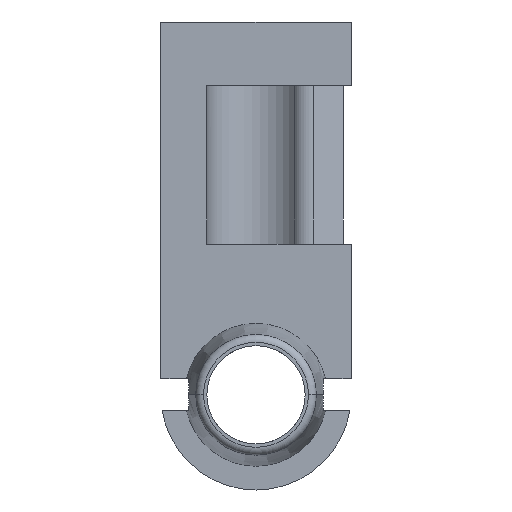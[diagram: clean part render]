
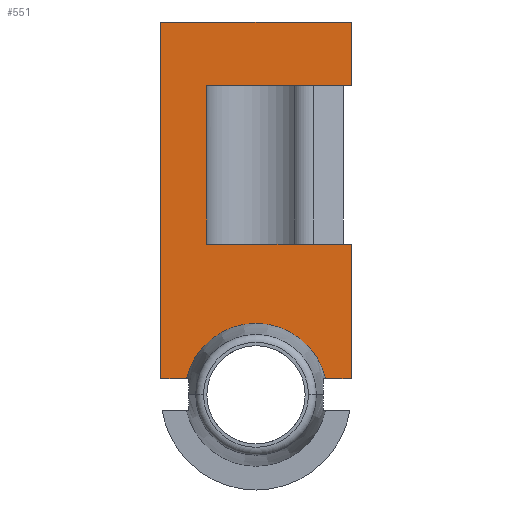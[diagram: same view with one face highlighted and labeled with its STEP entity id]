
A CAD part, front view. The second image highlights one B-rep face of the part: STEP entity #551.
In plain terms, the highlighted planar face has unit normal (0, -1, 0).
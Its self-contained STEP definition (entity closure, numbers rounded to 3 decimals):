
#435 = VERTEX_POINT ( 'NONE', #1377 ) ;
#437 = EDGE_CURVE ( 'NONE', #435, #438, #1376, .T. ) ;
#438 = VERTEX_POINT ( 'NONE', #1372 ) ;
#551 = ADVANCED_FACE ( 'NONE', ( #1633 ), #1629, .T. ) ;
#552 = EDGE_LOOP ( 'NONE', ( #582, #586, #589, #592, #595, #598, #601, #604, #606, #607 ) ) ;
#582 = ORIENTED_EDGE ( 'NONE', *, *, #583, .F. ) ;
#583 = EDGE_CURVE ( 'NONE', #584, #585, #1704, .T. ) ;
#584 = VERTEX_POINT ( 'NONE', #1700 ) ;
#585 = VERTEX_POINT ( 'NONE', #1699 ) ;
#586 = ORIENTED_EDGE ( 'NONE', *, *, #587, .T. ) ;
#587 = EDGE_CURVE ( 'NONE', #584, #588, #1698, .T. ) ;
#588 = VERTEX_POINT ( 'NONE', #1694 ) ;
#589 = ORIENTED_EDGE ( 'NONE', *, *, #590, .F. ) ;
#590 = EDGE_CURVE ( 'NONE', #591, #588, #1693, .T. ) ;
#591 = VERTEX_POINT ( 'NONE', #1689 ) ;
#592 = ORIENTED_EDGE ( 'NONE', *, *, #593, .T. ) ;
#593 = EDGE_CURVE ( 'NONE', #591, #594, #1688, .T. ) ;
#594 = VERTEX_POINT ( 'NONE', #1684 ) ;
#595 = ORIENTED_EDGE ( 'NONE', *, *, #596, .T. ) ;
#596 = EDGE_CURVE ( 'NONE', #594, #597, #1683, .T. ) ;
#597 = VERTEX_POINT ( 'NONE', #1679 ) ;
#598 = ORIENTED_EDGE ( 'NONE', *, *, #599, .T. ) ;
#599 = EDGE_CURVE ( 'NONE', #597, #600, #1738, .T. ) ;
#600 = VERTEX_POINT ( 'NONE', #1734 ) ;
#601 = ORIENTED_EDGE ( 'NONE', *, *, #602, .F. ) ;
#602 = EDGE_CURVE ( 'NONE', #603, #600, #1733, .T. ) ;
#603 = VERTEX_POINT ( 'NONE', #1729 ) ;
#604 = ORIENTED_EDGE ( 'NONE', *, *, #605, .F. ) ;
#605 = EDGE_CURVE ( 'NONE', #438, #603, #1728, .T. ) ;
#606 = ORIENTED_EDGE ( 'NONE', *, *, #437, .F. ) ;
#607 = ORIENTED_EDGE ( 'NONE', *, *, #608, .F. ) ;
#608 = EDGE_CURVE ( 'NONE', #585, #435, #1724, .T. ) ;
#1372 = CARTESIAN_POINT ( 'NONE',  ( -6., -5., -22.5 ) ) ;
#1373 = DIRECTION ( 'NONE',  ( -1., 0., 0. ) ) ;
#1374 = VECTOR ( 'NONE', #1373, 1000. ) ;
#1375 = CARTESIAN_POINT ( 'NONE',  ( -6., -5., -22.5 ) ) ;
#1376 = LINE ( 'NONE', #1375, #1374 ) ;
#1377 = CARTESIAN_POINT ( 'NONE',  ( -3.614, -5., -22.5 ) ) ;
#1617 = DIRECTION ( 'NONE',  ( 0., 0., -1. ) ) ;
#1618 = DIRECTION ( 'NONE',  ( 0., -1., 0. ) ) ;
#1629 = PLANE ( 'NONE',  #1632 ) ;
#1630 = CARTESIAN_POINT ( 'NONE',  ( -6., -5., -29.5 ) ) ;
#1632 = AXIS2_PLACEMENT_3D ( 'NONE', #1630, #1618, #1617 ) ;
#1633 = FACE_OUTER_BOUND ( 'NONE', #552, .T. ) ;
#1679 = CARTESIAN_POINT ( 'NONE',  ( 6., -5., -4. ) ) ;
#1680 = DIRECTION ( 'NONE',  ( 1., 0., 0. ) ) ;
#1681 = VECTOR ( 'NONE', #1680, 1000. ) ;
#1682 = CARTESIAN_POINT ( 'NONE',  ( -13.409, -5., -4. ) ) ;
#1683 = LINE ( 'NONE', #1682, #1681 ) ;
#1684 = CARTESIAN_POINT ( 'NONE',  ( -3.1, -5., -4. ) ) ;
#1685 = DIRECTION ( 'NONE',  ( 0., 0., 1. ) ) ;
#1686 = VECTOR ( 'NONE', #1685, 1000. ) ;
#1687 = CARTESIAN_POINT ( 'NONE',  ( -3.1, -5., -14. ) ) ;
#1688 = LINE ( 'NONE', #1687, #1686 ) ;
#1689 = CARTESIAN_POINT ( 'NONE',  ( -3.1, -5., -14. ) ) ;
#1690 = DIRECTION ( 'NONE',  ( 1., 0., 0. ) ) ;
#1691 = VECTOR ( 'NONE', #1690, 1000. ) ;
#1692 = CARTESIAN_POINT ( 'NONE',  ( -13.409, -5., -14. ) ) ;
#1693 = LINE ( 'NONE', #1692, #1691 ) ;
#1694 = CARTESIAN_POINT ( 'NONE',  ( 6., -5., -14. ) ) ;
#1695 = DIRECTION ( 'NONE',  ( 0., 0., 1. ) ) ;
#1696 = VECTOR ( 'NONE', #1695, 1000. ) ;
#1697 = CARTESIAN_POINT ( 'NONE',  ( 6., -5., -29.5 ) ) ;
#1698 = LINE ( 'NONE', #1697, #1696 ) ;
#1699 = CARTESIAN_POINT ( 'NONE',  ( 3.614, -5., -22.5 ) ) ;
#1700 = CARTESIAN_POINT ( 'NONE',  ( 6., -5., -22.5 ) ) ;
#1701 = DIRECTION ( 'NONE',  ( -1., 0., 0. ) ) ;
#1702 = VECTOR ( 'NONE', #1701, 1000. ) ;
#1703 = CARTESIAN_POINT ( 'NONE',  ( -6., -5., -22.5 ) ) ;
#1704 = LINE ( 'NONE', #1703, #1702 ) ;
#1720 = DIRECTION ( 'NONE',  ( 0., 0., -1. ) ) ;
#1721 = DIRECTION ( 'NONE',  ( 0., -1., 0. ) ) ;
#1722 = CARTESIAN_POINT ( 'NONE',  ( 0., -5., -23.5 ) ) ;
#1723 = AXIS2_PLACEMENT_3D ( 'NONE', #1722, #1721, #1720 ) ;
#1724 = CIRCLE ( 'NONE', #1723, 3.75 ) ;
#1725 = DIRECTION ( 'NONE',  ( 0., 0., 1. ) ) ;
#1726 = VECTOR ( 'NONE', #1725, 1000. ) ;
#1727 = CARTESIAN_POINT ( 'NONE',  ( -6., -5., -29.5 ) ) ;
#1728 = LINE ( 'NONE', #1727, #1726 ) ;
#1729 = CARTESIAN_POINT ( 'NONE',  ( -6., -5., 0. ) ) ;
#1730 = DIRECTION ( 'NONE',  ( 1., 0., 0. ) ) ;
#1731 = VECTOR ( 'NONE', #1730, 1000. ) ;
#1732 = CARTESIAN_POINT ( 'NONE',  ( -6., -5., 0. ) ) ;
#1733 = LINE ( 'NONE', #1732, #1731 ) ;
#1734 = CARTESIAN_POINT ( 'NONE',  ( 6., -5., 0. ) ) ;
#1735 = DIRECTION ( 'NONE',  ( 0., 0., 1. ) ) ;
#1736 = VECTOR ( 'NONE', #1735, 1000. ) ;
#1737 = CARTESIAN_POINT ( 'NONE',  ( 6., -5., -29.5 ) ) ;
#1738 = LINE ( 'NONE', #1737, #1736 ) ;
